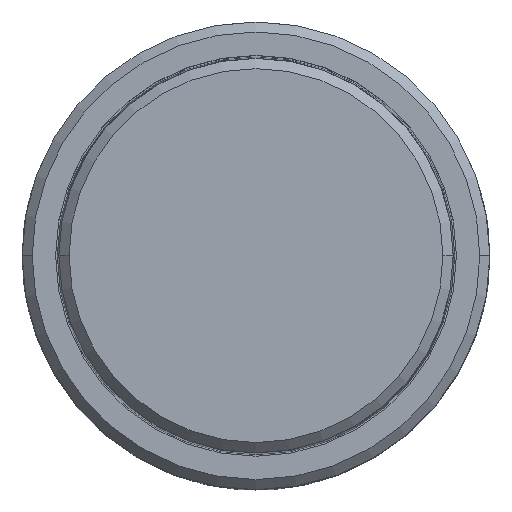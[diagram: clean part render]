
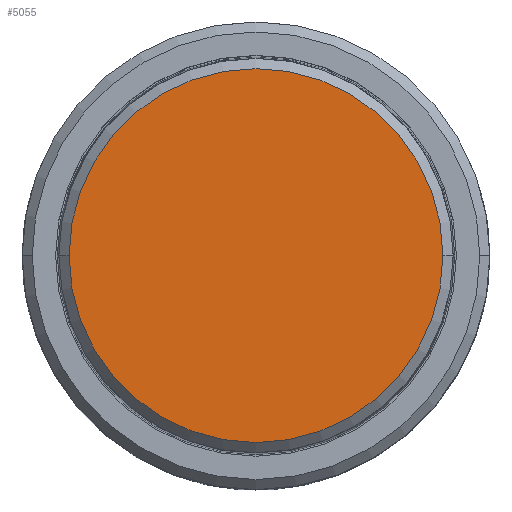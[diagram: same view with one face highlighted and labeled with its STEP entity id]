
A CAD part, top view. The second image highlights one B-rep face of the part: STEP entity #5055.
In plain terms, the highlighted planar face has unit normal (0, 0, 1).
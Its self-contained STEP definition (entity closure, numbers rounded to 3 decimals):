
#713 = ORIENTED_EDGE ( 'NONE', *, *, #3324, .T. ) ;
#1696 = CARTESIAN_POINT ( 'NONE',  ( 0., 0., 4.7 ) ) ;
#1734 = DIRECTION ( 'NONE',  ( 0., 0., 1. ) ) ;
#1820 = CARTESIAN_POINT ( 'NONE',  ( 0., 0., 4.7 ) ) ;
#2044 = CARTESIAN_POINT ( 'NONE',  ( -5.597, 0., 4.7 ) ) ;
#2160 = CARTESIAN_POINT ( 'NONE',  ( 5.597, 0., 4.7 ) ) ;
#2215 = FACE_OUTER_BOUND ( 'NONE', #5198, .T. ) ;
#2380 = AXIS2_PLACEMENT_3D ( 'NONE', #1696, #3648, #5611 ) ;
#2679 = ORIENTED_EDGE ( 'NONE', *, *, #3219, .T. ) ;
#2691 = AXIS2_PLACEMENT_3D ( 'NONE', #6143, #1734, #3685 ) ;
#3219 = EDGE_CURVE ( 'NONE', #4374, #6183, #5984, .T. ) ;
#3324 = EDGE_CURVE ( 'NONE', #6183, #4374, #5772, .T. ) ;
#3648 = DIRECTION ( 'NONE',  ( 0., 0., 1. ) ) ;
#3685 = DIRECTION ( 'NONE',  ( 1., 0., 0. ) ) ;
#3773 = DIRECTION ( 'NONE',  ( 0., 0., 1. ) ) ;
#4175 = PLANE ( 'NONE',  #2691 ) ;
#4226 = AXIS2_PLACEMENT_3D ( 'NONE', #1820, #3773, #5737 ) ;
#4374 = VERTEX_POINT ( 'NONE', #2160 ) ;
#5055 = ADVANCED_FACE ( 'NONE', ( #2215 ), #4175, .T. ) ;
#5198 = EDGE_LOOP ( 'NONE', ( #713, #2679 ) ) ;
#5611 = DIRECTION ( 'NONE',  ( -1., 0., 0. ) ) ;
#5737 = DIRECTION ( 'NONE',  ( -1., 0., 0. ) ) ;
#5772 = CIRCLE ( 'NONE', #4226, 5.597 ) ;
#5984 = CIRCLE ( 'NONE', #2380, 5.597 ) ;
#6143 = CARTESIAN_POINT ( 'NONE',  ( -5.664, -5.664, 4.7 ) ) ;
#6183 = VERTEX_POINT ( 'NONE', #2044 ) ;
